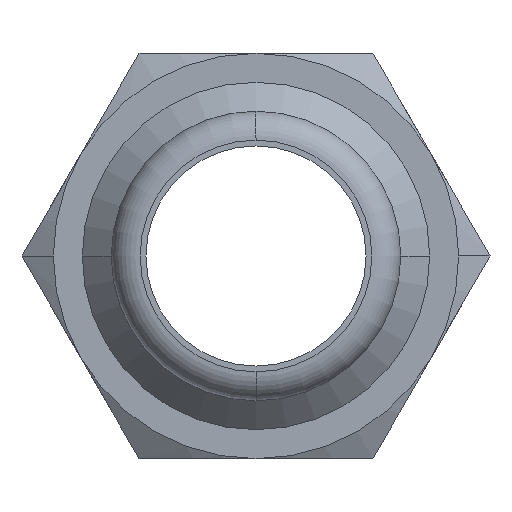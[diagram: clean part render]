
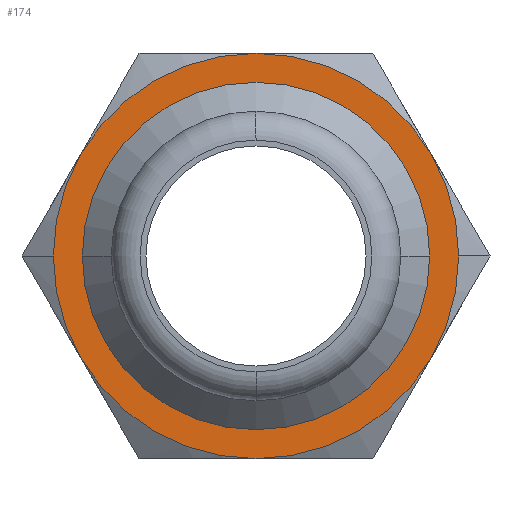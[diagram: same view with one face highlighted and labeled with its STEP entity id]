
A CAD part, front view. The second image highlights one B-rep face of the part: STEP entity #174.
In plain terms, the highlighted planar face has unit normal (0, -1, 0).
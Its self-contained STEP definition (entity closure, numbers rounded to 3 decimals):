
#174=ADVANCED_FACE('',(#347,#348),#349,.T.);
#347=FACE_OUTER_BOUND('',#514,.T.);
#348=FACE_BOUND('',#515,.T.);
#349=PLANE('',#516);
#514=EDGE_LOOP('',(#924,#925,#926,#927,#928,#929,#930,#931));
#515=EDGE_LOOP('',(#932,#933));
#516=AXIS2_PLACEMENT_3D('',#934,#935,#936);
#924=ORIENTED_EDGE('',*,*,#1103,.F.);
#925=ORIENTED_EDGE('',*,*,#1106,.F.);
#926=ORIENTED_EDGE('',*,*,#1114,.F.);
#927=ORIENTED_EDGE('',*,*,#1078,.F.);
#928=ORIENTED_EDGE('',*,*,#1111,.F.);
#929=ORIENTED_EDGE('',*,*,#976,.F.);
#930=ORIENTED_EDGE('',*,*,#1082,.F.);
#931=ORIENTED_EDGE('',*,*,#1098,.F.);
#932=ORIENTED_EDGE('',*,*,#1014,.F.);
#933=ORIENTED_EDGE('',*,*,#984,.F.);
#934=CARTESIAN_POINT('',(3.5,20.0,0.0));
#935=DIRECTION('',(-0.0,-1.0,-0.0));
#936=DIRECTION('',(-1.0,0.0,0.0));
#976=EDGE_CURVE('',#1155,#1152,#1157,.T.);
#984=EDGE_CURVE('',#1169,#1171,#1172,.T.);
#1014=EDGE_CURVE('',#1171,#1169,#1214,.T.);
#1078=EDGE_CURVE('',#1298,#1202,#1300,.T.);
#1082=EDGE_CURVE('',#1304,#1155,#1306,.T.);
#1098=EDGE_CURVE('',#1322,#1304,#1324,.T.);
#1103=EDGE_CURVE('',#1231,#1322,#1329,.T.);
#1106=EDGE_CURVE('',#1222,#1231,#1332,.T.);
#1111=EDGE_CURVE('',#1152,#1298,#1337,.T.);
#1114=EDGE_CURVE('',#1202,#1222,#1340,.T.);
#1152=VERTEX_POINT('',#1392);
#1155=VERTEX_POINT('',#1406);
#1157=CIRCLE('',#1419,7.0);
#1169=VERTEX_POINT('',#1433);
#1171=VERTEX_POINT('',#1436);
#1172=CIRCLE('',#1437,6.0);
#1202=VERTEX_POINT('',#1485);
#1214=CIRCLE('',#1543,6.0);
#1222=VERTEX_POINT('',#1551);
#1231=VERTEX_POINT('',#1605);
#1298=VERTEX_POINT('',#1752);
#1300=CIRCLE('',#1755,7.0);
#1304=VERTEX_POINT('',#1770);
#1306=CIRCLE('',#1783,7.0);
#1322=VERTEX_POINT('',#1833);
#1324=CIRCLE('',#1836,7.0);
#1329=CIRCLE('',#1841,7.0);
#1332=CIRCLE('',#1844,7.0);
#1337=CIRCLE('',#1861,7.0);
#1340=CIRCLE('',#1864,7.0);
#1392=CARTESIAN_POINT('',(-6.062,20.0,-3.5));
#1406=CARTESIAN_POINT('',(0.0,20.0,-7.0));
#1419=AXIS2_PLACEMENT_3D('',#1906,#1907,#1908);
#1433=CARTESIAN_POINT('',(6.0,20.0,0.));
#1436=CARTESIAN_POINT('',(-6.0,20.0,0.));
#1437=AXIS2_PLACEMENT_3D('',#1918,#1919,#1920);
#1485=CARTESIAN_POINT('',(-6.062,20.0,3.5));
#1543=AXIS2_PLACEMENT_3D('',#1954,#1955,#1956);
#1551=CARTESIAN_POINT('',(0.,20.0,7.0));
#1605=CARTESIAN_POINT('',(6.062,20.0,3.5));
#1752=CARTESIAN_POINT('',(-7.0,20.0,0.));
#1755=AXIS2_PLACEMENT_3D('',#2030,#2031,#2032);
#1770=CARTESIAN_POINT('',(6.062,20.0,-3.5));
#1783=AXIS2_PLACEMENT_3D('',#2033,#2034,#2035);
#1833=CARTESIAN_POINT('',(7.0,20.0,0.));
#1836=AXIS2_PLACEMENT_3D('',#2044,#2045,#2046);
#1841=AXIS2_PLACEMENT_3D('',#2047,#2048,#2049);
#1844=AXIS2_PLACEMENT_3D('',#2050,#2051,#2052);
#1861=AXIS2_PLACEMENT_3D('',#2054,#2055,#2056);
#1864=AXIS2_PLACEMENT_3D('',#2057,#2058,#2059);
#1906=CARTESIAN_POINT('',(0.0,20.0,0.0));
#1907=DIRECTION('',(-0.0,1.0,0.0));
#1908=DIRECTION('',(1.0,0.0,0.0));
#1918=CARTESIAN_POINT('',(0.0,20.0,0.0));
#1919=DIRECTION('',(0.0,-1.0,0.0));
#1920=DIRECTION('',(1.0,0.0,0.0));
#1954=CARTESIAN_POINT('',(0.0,20.0,0.0));
#1955=DIRECTION('',(0.0,-1.0,0.0));
#1956=DIRECTION('',(1.0,0.0,0.0));
#2030=CARTESIAN_POINT('',(0.0,20.0,0.0));
#2031=DIRECTION('',(-0.0,1.0,0.0));
#2032=DIRECTION('',(1.0,0.0,0.0));
#2033=CARTESIAN_POINT('',(0.0,20.0,0.0));
#2034=DIRECTION('',(-0.0,1.0,0.0));
#2035=DIRECTION('',(1.0,0.0,0.0));
#2044=CARTESIAN_POINT('',(0.0,20.0,0.0));
#2045=DIRECTION('',(-0.0,1.0,0.0));
#2046=DIRECTION('',(1.0,0.0,0.0));
#2047=CARTESIAN_POINT('',(0.0,20.0,0.0));
#2048=DIRECTION('',(-0.0,1.0,0.0));
#2049=DIRECTION('',(1.0,0.0,0.0));
#2050=CARTESIAN_POINT('',(0.0,20.0,0.0));
#2051=DIRECTION('',(-0.0,1.0,0.0));
#2052=DIRECTION('',(1.0,0.0,0.0));
#2054=CARTESIAN_POINT('',(0.0,20.0,0.0));
#2055=DIRECTION('',(-0.0,1.0,0.0));
#2056=DIRECTION('',(1.0,0.0,0.0));
#2057=CARTESIAN_POINT('',(0.0,20.0,0.0));
#2058=DIRECTION('',(-0.0,1.0,0.0));
#2059=DIRECTION('',(1.0,0.0,0.0));
